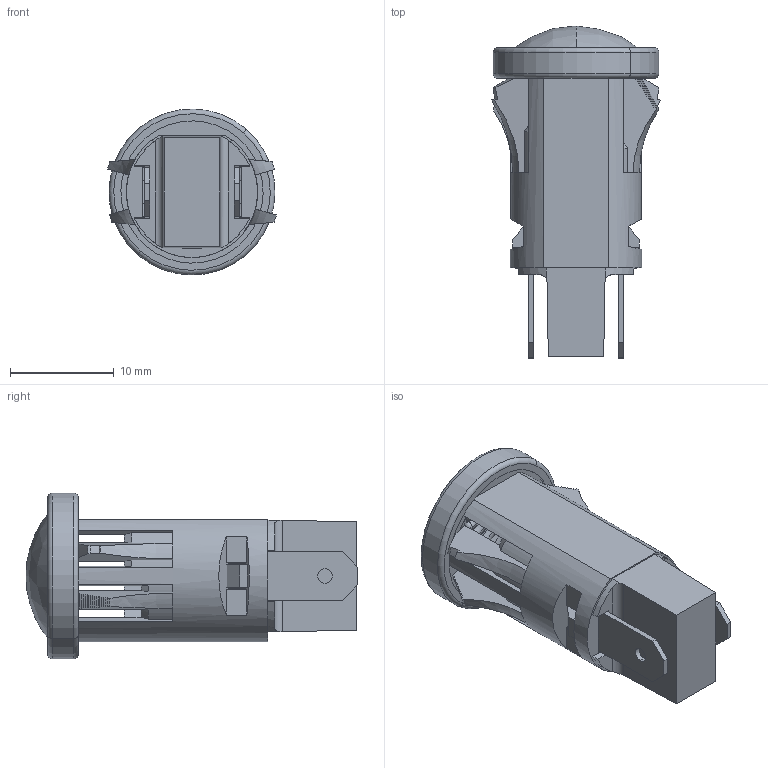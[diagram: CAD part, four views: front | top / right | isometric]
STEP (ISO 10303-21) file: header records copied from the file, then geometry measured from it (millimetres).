
FILE_DESCRIPTION (( 'STEP AP214' ), '1' );
FILE_NAME ('1091QDXB-XXV.STEP', '2016-01-18T21:29:32', ( 'user' ), ( 'Microsoft' ), 'SwSTEP 2.0', 'SolidWorks 2014', '' );
FILE_SCHEMA (( 'AUTOMOTIVE_DESIGN' ));
Length unit declared in the file: inch
Products named in the file (6): D11450-0x - B8791_D11450-05 Green; MT4469 - C9470; MB0460x - B10033; E53911-A; E14064-A - C8185; 1091QDXB-XXV
Assembly tree (6 placements, depth 2):
  1091QDXB-XXV
    E14064-A - C8185
    E53911-A
    MB0460x - B10033
    MT4469 - C9470  x2
    D11450-0x - B8791_D11450-05 Green
Bounding box: 16.28 x 32.01 x 16 mm (x, y, z)
Volume: 1453 mm3; surface area: 3989 mm2
Topology: 6 solids, 6 shells, 329 faces, 880 edges, 564 vertices
Faces by surface type: plane 189, cylinder 78, torus 42, cone 18, sphere 2
Entity records: 9730 total; most frequent: CARTESIAN_POINT 1814, DIRECTION 1640, ORIENTED_EDGE 1604, EDGE_CURVE 802, AXIS2_PLACEMENT_3D 580, VERTEX_POINT 516, VECTOR 480, LINE 480
